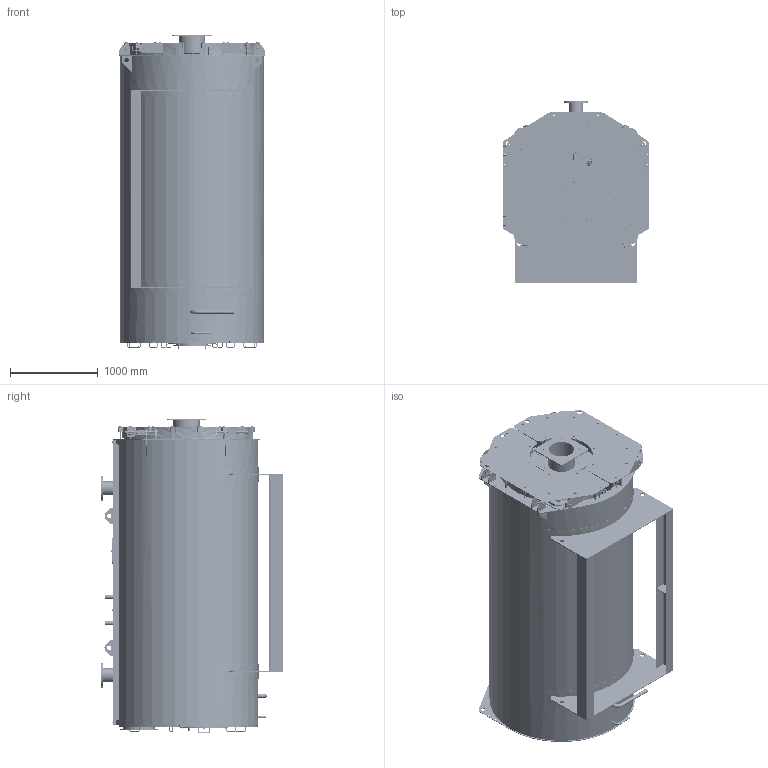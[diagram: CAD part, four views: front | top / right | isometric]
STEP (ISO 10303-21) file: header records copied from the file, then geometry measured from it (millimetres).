
FILE_DESCRIPTION(/* description */ (''),/* implementation_level */ '2;1');
FILE_NAME(/* name */ 'WH 1,5 3Д модель.stp',/* time_stamp */ '2023-06-13T17:25:09+07:00',/* author */ ('v.aleksandrov'),/* organization */ (''),/* preprocessor_version */ 'ST-DEVELOPER v18',/* originating_system */ 'Autodesk Inventor 2020',/* authorisation */ '');
FILE_SCHEMA (('CONFIG_CONTROL_DESIGN'));
Length unit declared in the file: millimetre
Products named in the file (1): Деталь7
Bounding box: 1671 x 2078 x 3578.92 mm (x, y, z)
Volume: 1282216404.7 mm3; surface area: 66578155.6 mm2
Topology: 30 solids, 77 shells, 7053 faces, 18444 edges, 12250 vertices
Faces by surface type: plane 3936, cylinder 2273, cone 506, torus 215, bspline 123
Full cylindrical faces by diameter (mm): 4 x1, 5 x2, 6 x96, 7 x8, 7.8 x1, 8 x123, 8.4 x16, 8.8 x1, 9 x32, 10 x73, 11 x56, 12 x10, 13 x60, 14 x52, 15 x125, 16 x18, 17 x5, 18 x76, 19 x6, 20 x8, 21 x83, 22 x39, 24 x16, 25 x4, 26 x1, 27.1 x1, 28 x32, 30 x10, 33.5 x1, 35 x2
Entity records: 254492 total; most frequent: CARTESIAN_POINT 68664, DIRECTION 38034, ORIENTED_EDGE 36936, EDGE_CURVE 18472, AXIS2_PLACEMENT_3D 14188, VERTEX_POINT 12258, LINE 9658, VECTOR 9658
